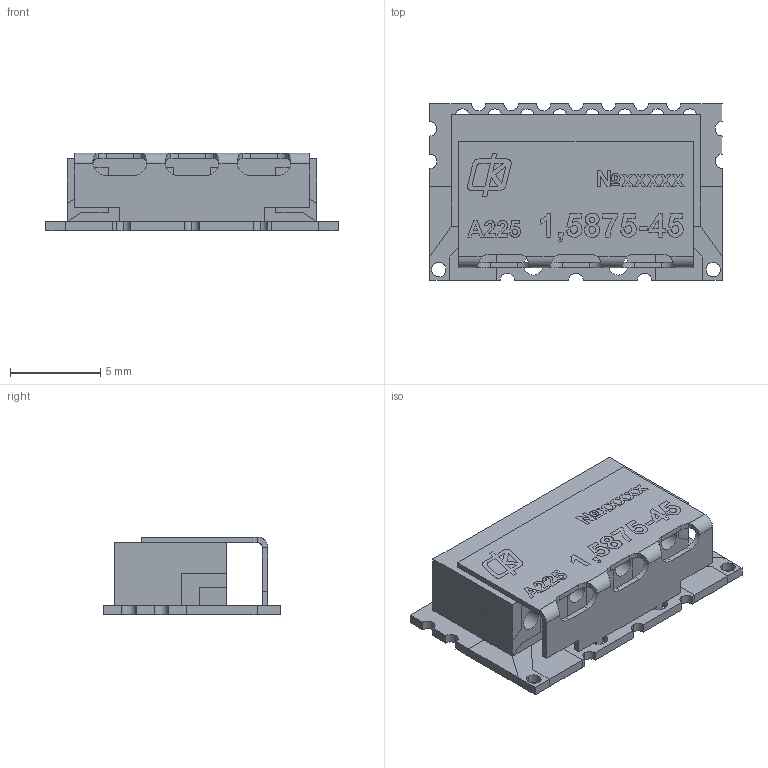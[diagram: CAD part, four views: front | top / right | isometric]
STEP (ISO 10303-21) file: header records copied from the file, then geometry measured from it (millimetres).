
FILE_DESCRIPTION(('STEP AP203'), '1');
FILE_NAME('ÍØÁÀ.434834.055-01_Ôèëüòð ÔÊÏ2-255-01-1,5875-45_1', '', ('UNSPECIFIED'), ('UNSPECIFIED'), 'ASCON STEP Converter 1.6', 'ASCON Math Kernel', '');
FILE_SCHEMA(('CONFIG_CONTROL_DESIGN'));
Length unit declared in the file: millimetre
Products named in the file (1): НШБА.434834.055-01_Фильтр ФКП2-255-01-1,5875-45
Bounding box: 16.2 x 9.8 x 4.31 mm (x, y, z)
Volume: 376.2 mm3; surface area: 1003.3 mm2
Topology: 3 solids, 3 shells, 563 faces, 1552 edges, 1022 vertices
Faces by surface type: plane 352, bspline 180, cylinder 31
Full cylindrical faces by diameter (mm): 1.2 x4
Entity records: 41757 total; most frequent: CARTESIAN_POINT 24313, ORIENTED_EDGE 3096, DIRECTION 1852, EDGE_CURVE 1548, VERTEX_POINT 1022, LINE 984, VECTOR 984, EDGE_LOOP 680
